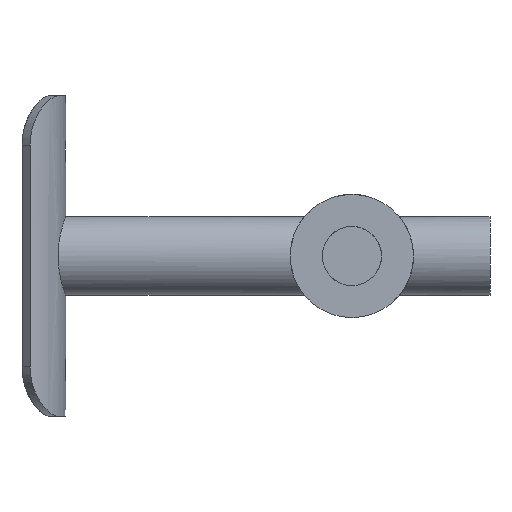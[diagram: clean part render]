
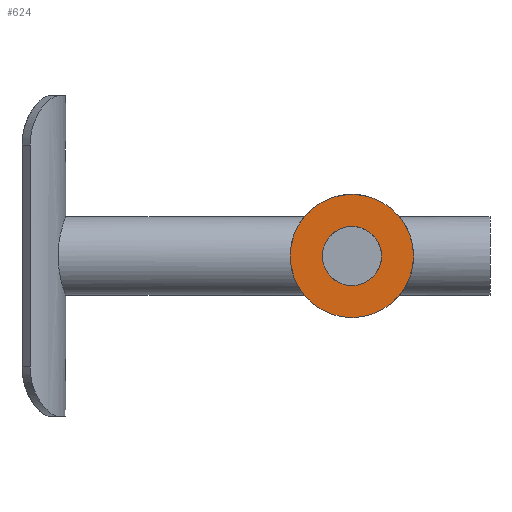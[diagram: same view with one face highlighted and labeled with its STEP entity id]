
A CAD part, left-side view. The second image highlights one B-rep face of the part: STEP entity #624.
In plain terms, the highlighted planar face has unit normal (-1, 0, 0).
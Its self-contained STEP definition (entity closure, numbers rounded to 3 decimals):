
#36 = CARTESIAN_POINT ( 'NONE',  ( 0., 0., 0. ) ) ;
#42 = CIRCLE ( 'NONE', #2302, 6. ) ;
#131 = DIRECTION ( 'NONE',  ( 1., 0., 0. ) ) ;
#154 = DIRECTION ( 'NONE',  ( 0., 0., -1. ) ) ;
#238 = AXIS2_PLACEMENT_3D ( 'NONE', #2639, #407, #2392 ) ;
#281 = VERTEX_POINT ( 'NONE', #1018 ) ;
#407 = DIRECTION ( 'NONE',  ( 1., 0., 0. ) ) ;
#420 = CIRCLE ( 'NONE', #1152, 6. ) ;
#484 = DIRECTION ( 'NONE',  ( 0., 0., -1. ) ) ;
#624 = ADVANCED_FACE ( 'NONE', ( #2036, #2014 ), #2668, .F. ) ;
#648 = CIRCLE ( 'NONE', #2628, 12.5 ) ;
#767 = ORIENTED_EDGE ( 'NONE', *, *, #1351, .F. ) ;
#814 = CARTESIAN_POINT ( 'NONE',  ( 0., 0., 0. ) ) ;
#880 = CARTESIAN_POINT ( 'NONE',  ( 0., 0., 6. ) ) ;
#892 = DIRECTION ( 'NONE',  ( 1., 0., 0. ) ) ;
#1002 = ORIENTED_EDGE ( 'NONE', *, *, #1007, .T. ) ;
#1007 = EDGE_CURVE ( 'NONE', #281, #1465, #420, .T. ) ;
#1018 = CARTESIAN_POINT ( 'NONE',  ( 0., 0., -6. ) ) ;
#1152 = AXIS2_PLACEMENT_3D ( 'NONE', #2807, #2129, #154 ) ;
#1162 = ORIENTED_EDGE ( 'NONE', *, *, #1468, .F. ) ;
#1206 = EDGE_LOOP ( 'NONE', ( #1784, #1002 ) ) ;
#1251 = DIRECTION ( 'NONE',  ( 0., 0., -1. ) ) ;
#1269 = DIRECTION ( 'NONE',  ( 0., 0., -1. ) ) ;
#1351 = EDGE_CURVE ( 'NONE', #1495, #2644, #648, .T. ) ;
#1465 = VERTEX_POINT ( 'NONE', #880 ) ;
#1468 = EDGE_CURVE ( 'NONE', #2644, #1495, #1799, .T. ) ;
#1495 = VERTEX_POINT ( 'NONE', #2202 ) ;
#1545 = EDGE_CURVE ( 'NONE', #1465, #281, #42, .T. ) ;
#1556 = AXIS2_PLACEMENT_3D ( 'NONE', #36, #892, #484 ) ;
#1754 = CARTESIAN_POINT ( 'NONE',  ( 0., 0., -12.5 ) ) ;
#1784 = ORIENTED_EDGE ( 'NONE', *, *, #1545, .T. ) ;
#1799 = CIRCLE ( 'NONE', #238, 12.5 ) ;
#1882 = CARTESIAN_POINT ( 'NONE',  ( 0., 0., 0. ) ) ;
#1890 = EDGE_LOOP ( 'NONE', ( #767, #1162 ) ) ;
#2014 = FACE_BOUND ( 'NONE', #1206, .T. ) ;
#2036 = FACE_OUTER_BOUND ( 'NONE', #1890, .T. ) ;
#2129 = DIRECTION ( 'NONE',  ( 1., 0., 0. ) ) ;
#2202 = CARTESIAN_POINT ( 'NONE',  ( 0., 0., 12.5 ) ) ;
#2302 = AXIS2_PLACEMENT_3D ( 'NONE', #814, #131, #1251 ) ;
#2392 = DIRECTION ( 'NONE',  ( 0., 0., -1. ) ) ;
#2628 = AXIS2_PLACEMENT_3D ( 'NONE', #1882, #2757, #1269 ) ;
#2639 = CARTESIAN_POINT ( 'NONE',  ( 0., 0., 0. ) ) ;
#2644 = VERTEX_POINT ( 'NONE', #1754 ) ;
#2668 = PLANE ( 'NONE',  #1556 ) ;
#2757 = DIRECTION ( 'NONE',  ( 1., 0., 0. ) ) ;
#2807 = CARTESIAN_POINT ( 'NONE',  ( 0., 0., 0. ) ) ;
